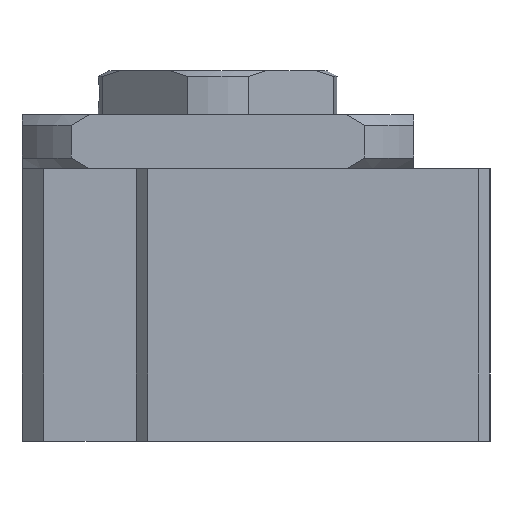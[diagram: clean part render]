
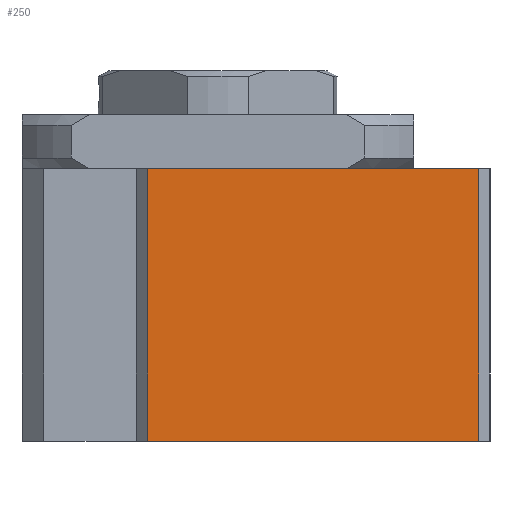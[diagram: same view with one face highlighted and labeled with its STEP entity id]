
A CAD part, left-side view. The second image highlights one B-rep face of the part: STEP entity #250.
In plain terms, the highlighted planar face has unit normal (-1, 0, 0).
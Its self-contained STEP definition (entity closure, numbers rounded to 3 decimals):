
#250 = ADVANCED_FACE( '', ( #556 ), #557, .T. );
#556 = FACE_OUTER_BOUND( '', #981, .T. );
#557 = PLANE( '', #982 );
#981 = EDGE_LOOP( '', ( #1772, #1773, #1774, #1775 ) );
#982 = AXIS2_PLACEMENT_3D( '', #1776, #1777, #1778 );
#1772 = ORIENTED_EDGE( '', *, *, #2396, .F. );
#1773 = ORIENTED_EDGE( '', *, *, #2562, .F. );
#1774 = ORIENTED_EDGE( '', *, *, #2563, .T. );
#1775 = ORIENTED_EDGE( '', *, *, #2564, .T. );
#1776 = CARTESIAN_POINT( '', ( -30., 6.45, -25. ) );
#1777 = DIRECTION( '', ( -1., 0., 0. ) );
#1778 = DIRECTION( '', ( 0., 0., 1. ) );
#2396 = EDGE_CURVE( '', #2800, #2802, #2803, .T. );
#2562 = EDGE_CURVE( '', #3102, #2800, #3103, .T. );
#2563 = EDGE_CURVE( '', #3102, #3104, #3105, .T. );
#2564 = EDGE_CURVE( '', #3104, #2802, #3106, .T. );
#2800 = VERTEX_POINT( '', #3990 );
#2802 = VERTEX_POINT( '', #3993 );
#2803 = LINE( '', #3994, #3995 );
#3102 = VERTEX_POINT( '', #4956 );
#3103 = LINE( '', #4957, #4958 );
#3104 = VERTEX_POINT( '', #4959 );
#3105 = LINE( '', #4960, #4961 );
#3106 = LINE( '', #4962, #4963 );
#3990 = CARTESIAN_POINT( '', ( -30., 6.45, 0. ) );
#3993 = CARTESIAN_POINT( '', ( -30., -23.95, 0. ) );
#3994 = CARTESIAN_POINT( '', ( -30., 6.45, 0. ) );
#3995 = VECTOR( '', #5317, 1000. );
#4956 = CARTESIAN_POINT( '', ( -30., 6.45, -25. ) );
#4957 = CARTESIAN_POINT( '', ( -30., 6.45, -25. ) );
#4958 = VECTOR( '', #5557, 1000. );
#4959 = CARTESIAN_POINT( '', ( -30., -23.95, -25. ) );
#4960 = CARTESIAN_POINT( '', ( -30., 6.45, -25. ) );
#4961 = VECTOR( '', #5558, 1000. );
#4962 = CARTESIAN_POINT( '', ( -30., -23.95, -25. ) );
#4963 = VECTOR( '', #5559, 1000. );
#5317 = DIRECTION( '', ( 0., -1., 0. ) );
#5557 = DIRECTION( '', ( 0., 0., 1. ) );
#5558 = DIRECTION( '', ( 0., -1., 0. ) );
#5559 = DIRECTION( '', ( 0., 0., 1. ) );
